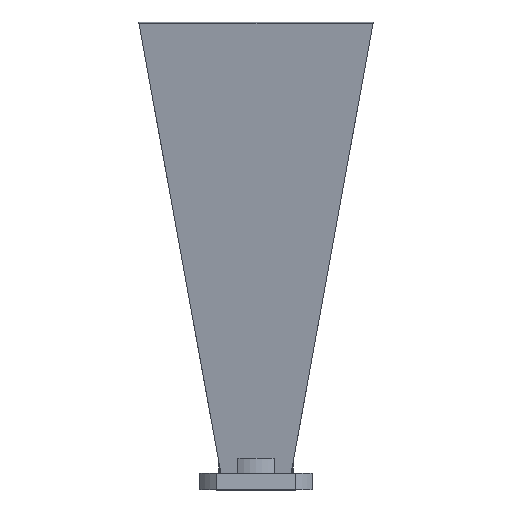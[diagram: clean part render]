
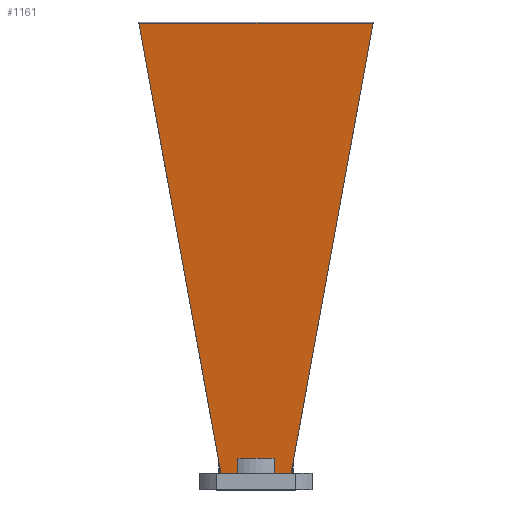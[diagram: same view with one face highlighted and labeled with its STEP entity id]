
A CAD part, top view. The second image highlights one B-rep face of the part: STEP entity #1161.
In plain terms, the highlighted planar face has unit normal (0, -0.143, 0.99).
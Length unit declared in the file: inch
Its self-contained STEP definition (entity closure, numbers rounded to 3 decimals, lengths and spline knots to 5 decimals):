
#45 = CARTESIAN_POINT ( 'NONE',  ( 3.58366, 0.11, 0.13288 ) ) ;
#63 = VECTOR ( 'NONE', #1338, 39.37008 ) ;
#90 = DIRECTION ( 'NONE',  ( -1., 0., 0. ) ) ;
#104 = LINE ( 'NONE', #1334, #921 ) ;
#137 = EDGE_CURVE ( 'NONE', #744, #725, #104, .T. ) ;
#217 = CARTESIAN_POINT ( 'NONE',  ( 0.122, 0.11, 0.13288 ) ) ;
#241 = EDGE_CURVE ( 'NONE', #1719, #1147, #399, .T. ) ;
#273 = CARTESIAN_POINT ( 'NONE',  ( -0.122, 0.09089, 0.13012 ) ) ;
#293 = EDGE_CURVE ( 'NONE', #350, #1531, #1514, .T. ) ;
#321 = ORIENTED_EDGE ( 'NONE', *, *, #889, .T. ) ;
#333 = CARTESIAN_POINT ( 'NONE',  ( -0.23359, 0.11, 0.13288 ) ) ;
#338 = EDGE_CURVE ( 'NONE', #1719, #633, #420, .T. ) ;
#350 = VERTEX_POINT ( 'NONE', #778 ) ;
#399 = LINE ( 'NONE', #273, #63 ) ;
#408 = DIRECTION ( 'NONE',  ( -1., 0., 0. ) ) ;
#420 = LINE ( 'NONE', #1483, #1484 ) ;
#443 = EDGE_CURVE ( 'NONE', #1531, #725, #576, .T. ) ;
#479 = VECTOR ( 'NONE', #90, 39.37008 ) ;
#556 = VERTEX_POINT ( 'NONE', #581 ) ;
#576 = LINE ( 'NONE', #45, #1682 ) ;
#581 = CARTESIAN_POINT ( 'NONE',  ( -0.78062, 3.11244, 0.567 ) ) ;
#594 = DIRECTION ( 'NONE',  ( -1., 0., 0. ) ) ;
#606 = CARTESIAN_POINT ( 'NONE',  ( 3.58366, 3.11244, 0.567 ) ) ;
#633 = VERTEX_POINT ( 'NONE', #333 ) ;
#666 = DIRECTION ( 'NONE',  ( -1., 0., 0. ) ) ;
#671 = ORIENTED_EDGE ( 'NONE', *, *, #1239, .F. ) ;
#712 = CARTESIAN_POINT ( 'NONE',  ( 0.55645, 0.21, 0.14734 ) ) ;
#725 = VERTEX_POINT ( 'NONE', #217 ) ;
#728 = CARTESIAN_POINT ( 'NONE',  ( 0.23359, 0.11, 0.13288 ) ) ;
#744 = VERTEX_POINT ( 'NONE', #1646 ) ;
#753 = CARTESIAN_POINT ( 'NONE',  ( 3.58366, 3.11244, 0.567 ) ) ;
#759 = VECTOR ( 'NONE', #594, 39.37008 ) ;
#769 = VECTOR ( 'NONE', #1131, 39.37008 ) ;
#778 = CARTESIAN_POINT ( 'NONE',  ( 0.78062, 3.11244, 0.567 ) ) ;
#781 = ORIENTED_EDGE ( 'NONE', *, *, #293, .F. ) ;
#859 = CARTESIAN_POINT ( 'NONE',  ( -0.86889, 3.59693, 0.63705 ) ) ;
#889 = EDGE_CURVE ( 'NONE', #556, #633, #1581, .T. ) ;
#900 = ORIENTED_EDGE ( 'NONE', *, *, #1288, .T. ) ;
#921 = VECTOR ( 'NONE', #1470, 39.37008 ) ;
#926 = FACE_OUTER_BOUND ( 'NONE', #1509, .T. ) ;
#994 = ORIENTED_EDGE ( 'NONE', *, *, #338, .F. ) ;
#1075 = DIRECTION ( 'NONE',  ( -0.177, -0.974, -0.141 ) ) ;
#1131 = DIRECTION ( 'NONE',  ( 0.177, -0.974, -0.141 ) ) ;
#1147 = VERTEX_POINT ( 'NONE', #1402 ) ;
#1161 = ADVANCED_FACE ( 'NONE', ( #926 ), #1244, .F. ) ;
#1183 = CARTESIAN_POINT ( 'NONE',  ( -0.122, 0.11, 0.13288 ) ) ;
#1239 = EDGE_CURVE ( 'NONE', #744, #1147, #1492, .T. ) ;
#1244 = PLANE ( 'NONE',  #1508 ) ;
#1259 = DIRECTION ( 'NONE',  ( 0., 0.99, 0.143 ) ) ;
#1288 = EDGE_CURVE ( 'NONE', #350, #556, #1473, .T. ) ;
#1322 = ORIENTED_EDGE ( 'NONE', *, *, #241, .T. ) ;
#1334 = CARTESIAN_POINT ( 'NONE',  ( 0.122, 0.09089, 0.13012 ) ) ;
#1338 = DIRECTION ( 'NONE',  ( 0., 0.99, 0.143 ) ) ;
#1366 = ORIENTED_EDGE ( 'NONE', *, *, #137, .T. ) ;
#1402 = CARTESIAN_POINT ( 'NONE',  ( -0.122, 0.21, 0.14734 ) ) ;
#1470 = DIRECTION ( 'NONE',  ( 0., -0.99, -0.143 ) ) ;
#1473 = LINE ( 'NONE', #753, #479 ) ;
#1483 = CARTESIAN_POINT ( 'NONE',  ( 3.58366, 0.11, 0.13288 ) ) ;
#1484 = VECTOR ( 'NONE', #666, 39.37008 ) ;
#1492 = LINE ( 'NONE', #712, #759 ) ;
#1508 = AXIS2_PLACEMENT_3D ( 'NONE', #606, #1660, #1259 ) ;
#1509 = EDGE_LOOP ( 'NONE', ( #1366, #1683, #781, #900, #321, #994, #1322, #671 ) ) ;
#1514 = LINE ( 'NONE', #1623, #1654 ) ;
#1531 = VERTEX_POINT ( 'NONE', #728 ) ;
#1581 = LINE ( 'NONE', #859, #769 ) ;
#1623 = CARTESIAN_POINT ( 'NONE',  ( 0.86889, 3.59693, 0.63705 ) ) ;
#1646 = CARTESIAN_POINT ( 'NONE',  ( 0.122, 0.21, 0.14734 ) ) ;
#1654 = VECTOR ( 'NONE', #1075, 39.37008 ) ;
#1660 = DIRECTION ( 'NONE',  ( 0., 0.143, -0.99 ) ) ;
#1682 = VECTOR ( 'NONE', #408, 39.37008 ) ;
#1683 = ORIENTED_EDGE ( 'NONE', *, *, #443, .F. ) ;
#1719 = VERTEX_POINT ( 'NONE', #1183 ) ;
